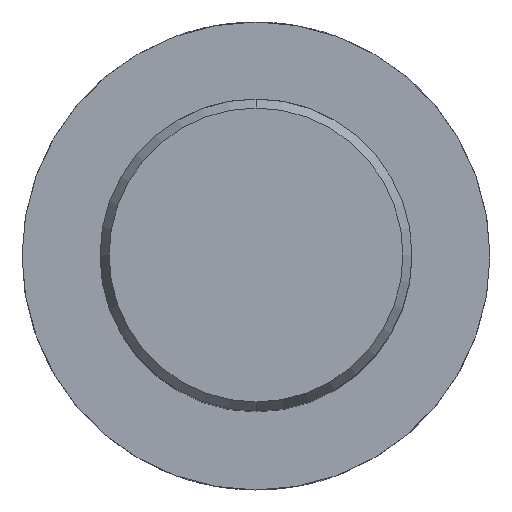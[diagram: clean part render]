
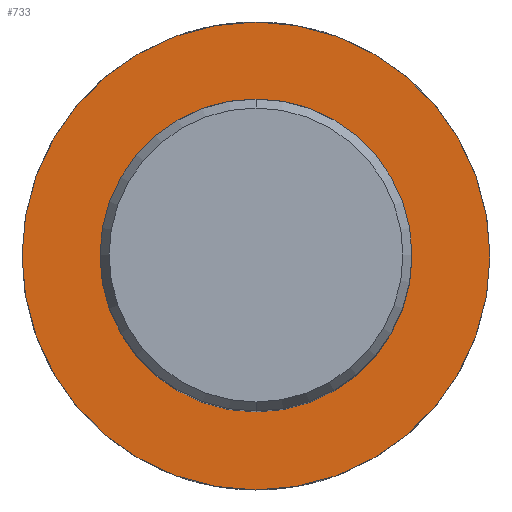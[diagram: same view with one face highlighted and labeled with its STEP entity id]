
A CAD part, top view. The second image highlights one B-rep face of the part: STEP entity #733.
In plain terms, the highlighted planar face has unit normal (0, 0, 1).
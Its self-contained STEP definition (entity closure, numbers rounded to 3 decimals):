
#443=VERTEX_POINT('',#1248);
#455=VERTEX_POINT('',#1262);
#459=EDGE_CURVE('',#455,#1047,#1267,.T.);
#563=EDGE_CURVE('',#899,#443,#1379,.T.);
#721=EDGE_CURVE('',#443,#899,#1549,.T.);
#733=ADVANCED_FACE('',(#1561,#1562),#1563,.T.);
#837=EDGE_CURVE('',#1047,#455,#1682,.T.);
#899=VERTEX_POINT('',#1752);
#1047=VERTEX_POINT('',#1910);
#1248=CARTESIAN_POINT('',(0.,-30.0,-70.0));
#1262=CARTESIAN_POINT('',(0.0,20.0,-70.0));
#1267=CIRCLE('',#2362,20.0);
#1379=CIRCLE('',#3202,30.0);
#1549=CIRCLE('',#3711,30.0);
#1561=FACE_BOUND('',#3780,.T.);
#1562=FACE_OUTER_BOUND('',#3781,.T.);
#1563=PLANE('',#3782);
#1682=CIRCLE('',#4581,20.0);
#1752=CARTESIAN_POINT('',(0.0,30.0,-70.0));
#1910=CARTESIAN_POINT('',(0.,-20.0,-70.0));
#2362=AXIS2_PLACEMENT_3D('',#5738,#5739,#5740);
#3202=AXIS2_PLACEMENT_3D('',#5843,#5844,#5845);
#3711=AXIS2_PLACEMENT_3D('',#6022,#6023,#6024);
#3780=EDGE_LOOP('',(#6030,#6031));
#3781=EDGE_LOOP('',(#6032,#6033));
#3782=AXIS2_PLACEMENT_3D('',#6034,#6035,#6036);
#4581=AXIS2_PLACEMENT_3D('',#6197,#6198,#6199);
#5738=CARTESIAN_POINT('',(0.0,0.0,-70.0));
#5739=DIRECTION('',(-0.0,0.0,-1.0));
#5740=DIRECTION('',(0.0,1.0,0.0));
#5843=CARTESIAN_POINT('',(0.0,0.0,-70.0));
#5844=DIRECTION('',(0.0,0.0,-1.0));
#5845=DIRECTION('',(0.0,1.0,0.0));
#6022=CARTESIAN_POINT('',(0.0,0.0,-70.0));
#6023=DIRECTION('',(0.0,0.0,-1.0));
#6024=DIRECTION('',(0.0,1.0,0.0));
#6030=ORIENTED_EDGE('',*,*,#459,.T.);
#6031=ORIENTED_EDGE('',*,*,#837,.T.);
#6032=ORIENTED_EDGE('',*,*,#563,.F.);
#6033=ORIENTED_EDGE('',*,*,#721,.F.);
#6034=CARTESIAN_POINT('',(0.0,15.0,-70.0));
#6035=DIRECTION('',(-0.0,0.0,1.0));
#6036=DIRECTION('',(0.0,-1.0,0.0));
#6197=CARTESIAN_POINT('',(0.0,0.0,-70.0));
#6198=DIRECTION('',(-0.0,0.0,-1.0));
#6199=DIRECTION('',(0.0,1.0,0.0));
